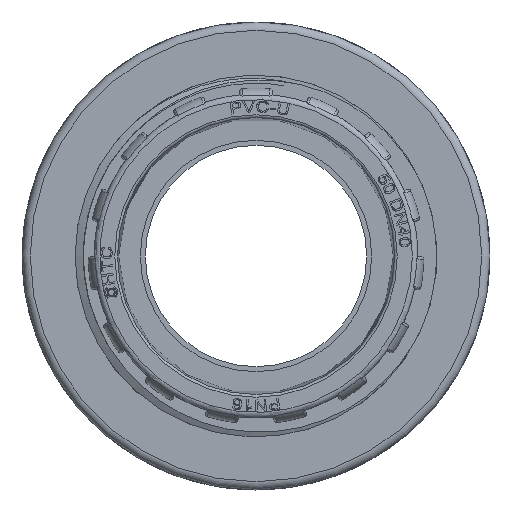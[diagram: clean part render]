
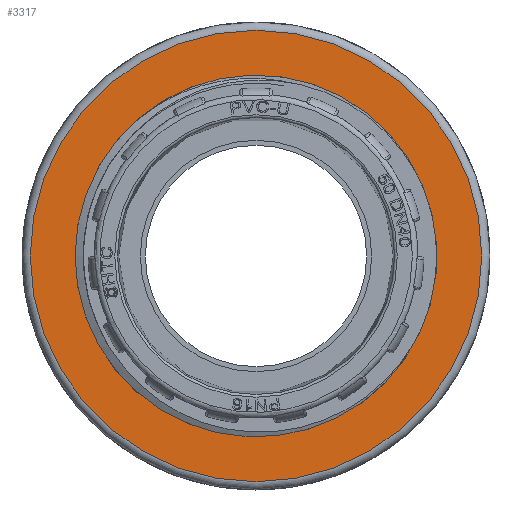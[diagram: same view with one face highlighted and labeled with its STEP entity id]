
A CAD part, front view. The second image highlights one B-rep face of the part: STEP entity #3317.
In plain terms, the highlighted planar face has unit normal (0, -1, 0).
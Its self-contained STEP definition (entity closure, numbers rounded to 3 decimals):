
#2180=FACE_BOUND('',#5092,.T.);
#2181=FACE_BOUND('',#5093,.T.);
#2310=PLANE('',#16433);
#2988=CIRCLE('',#16431,41.);
#2989=CIRCLE('',#16432,32.855);
#3317=ADVANCED_FACE('',(#2180,#2181),#2310,.T.);
#5092=EDGE_LOOP('',(#6625));
#5093=EDGE_LOOP('',(#6626));
#6625=ORIENTED_EDGE('',*,*,#12910,.T.);
#6626=ORIENTED_EDGE('',*,*,#12911,.T.);
#11249=VERTEX_POINT('',#26185);
#11250=VERTEX_POINT('',#26187);
#12910=EDGE_CURVE('',#11249,#11249,#2988,.T.);
#12911=EDGE_CURVE('',#11250,#11250,#2989,.T.);
#16431=AXIS2_PLACEMENT_3D('',#26184,#17790,#17791);
#16432=AXIS2_PLACEMENT_3D('',#26186,#17792,#17793);
#16433=AXIS2_PLACEMENT_3D('',#26188,#17794,#17795);
#17790=DIRECTION('',(0.,-1.,0.));
#17791=DIRECTION('',(-1.,0.,0.));
#17792=DIRECTION('',(0.,1.,0.));
#17793=DIRECTION('',(-1.,0.,0.));
#17794=DIRECTION('',(0.,-1.,0.));
#17795=DIRECTION('',(-1.,0.,0.));
#26184=CARTESIAN_POINT('',(1005.34,97.975,0.));
#26185=CARTESIAN_POINT('',(964.34,97.975,0.));
#26186=CARTESIAN_POINT('',(1005.34,97.975,0.));
#26187=CARTESIAN_POINT('',(972.485,97.975,0.));
#26188=CARTESIAN_POINT('',(1005.34,97.975,0.));
